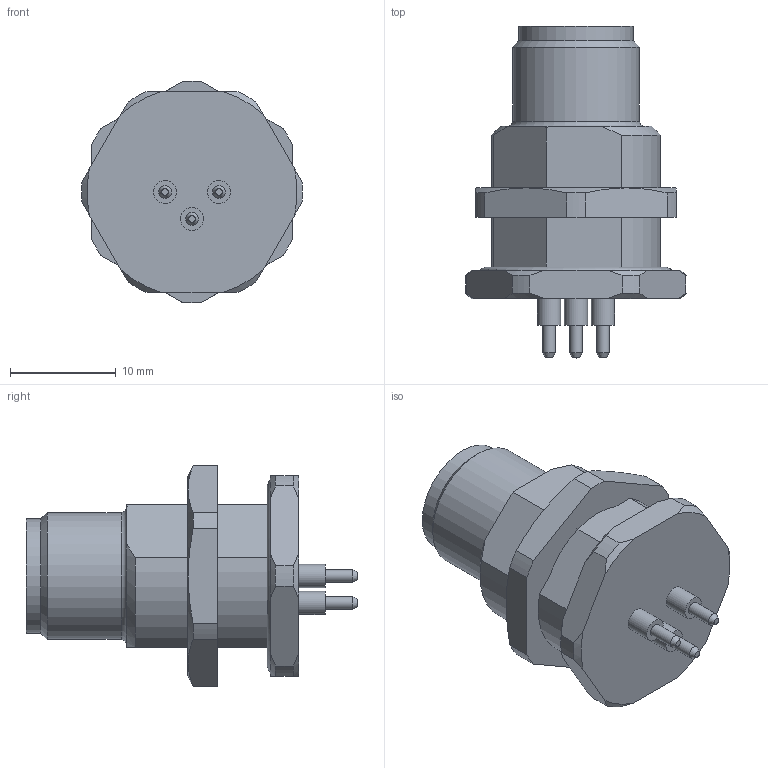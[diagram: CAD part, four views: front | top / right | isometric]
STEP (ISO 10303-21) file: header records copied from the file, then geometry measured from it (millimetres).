
FILE_DESCRIPTION(/* description */ (''),/* implementation_level */ '2;1');
FILE_NAME(/* name */ 'PS-FHM12SU3-P_M16.stp',/* time_stamp */ '2019-01-25T12:34:06+01:00',/* author */ ('ESCHA GmbH & Co. KG'),/* organization */ ('ESCHA GmbH & Co. KG'),/* preprocessor_version */ 'ST-DEVELOPER v16',/* originating_system */ 'SIEMENS PLM Software NX 10.0',/* authorisation */ '');
FILE_SCHEMA (('AUTOMOTIVE_DESIGN { 1 0 10303 214 3 1 1 1 }'));
Length unit declared in the file: millimetre
Products named in the file (1): 5030478__Flanschgehaeuse_part_327375
Bounding box: 20.89 x 31.4 x 20.99 mm (x, y, z)
Volume: 4262.1 mm3; surface area: 2843.6 mm2
Topology: 1 solids, 1 shells, 226 faces, 602 edges, 393 vertices
Faces by surface type: plane 93, cylinder 61, extrusion 33, cone 23, torus 13, sphere 3
Full cylindrical faces by diameter (mm): 1.2 x3, 1.5 x3, 2.12 x3, 2.2 x3, 8.4 x1, 10.8 x1, 12 x1
Entity records: 7176 total; most frequent: CARTESIAN_POINT 1944, ORIENTED_EDGE 1106, DIRECTION 958, EDGE_CURVE 553, VERTEX_POINT 375, AXIS2_PLACEMENT_3D 344, EDGE_LOOP 280, VECTOR 270
